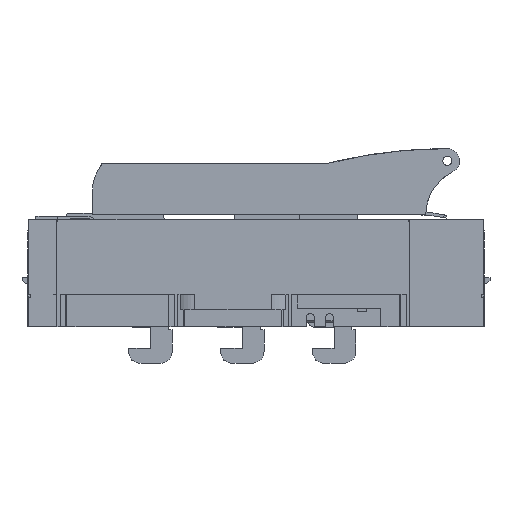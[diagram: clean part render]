
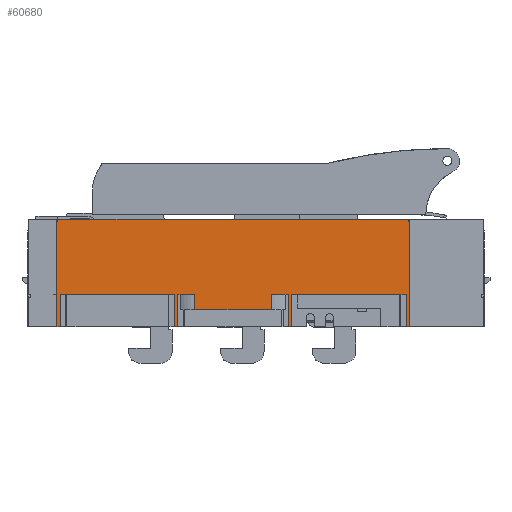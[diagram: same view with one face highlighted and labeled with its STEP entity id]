
A CAD part, front view. The second image highlights one B-rep face of the part: STEP entity #60680.
In plain terms, the highlighted planar face has unit normal (0, -1, 0).
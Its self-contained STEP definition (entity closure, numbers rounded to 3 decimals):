
#49280=DIRECTION('',(0.,0.,-1.));
#49281=VECTOR('',#49280,70.);
#49282=CARTESIAN_POINT('',(-115.,-91.75,70.));
#49283=LINE('',#49282,#49281);
#49785=DIRECTION('',(-1.,0.,0.));
#49786=VECTOR('',#49785,75.);
#49787=CARTESIAN_POINT('',(-38.,-91.75,21.));
#49788=LINE('',#49787,#49786);
#49792=DIRECTION('',(0.,0.,-1.));
#49793=VECTOR('',#49792,21.);
#49794=CARTESIAN_POINT('',(-113.,-91.75,21.));
#49795=LINE('',#49794,#49793);
#49799=DIRECTION('',(-1.,0.,0.));
#49800=VECTOR('',#49799,2.);
#49801=CARTESIAN_POINT('',(-113.,-91.75,0.));
#49802=LINE('',#49801,#49800);
#49806=DIRECTION('',(1.,0.,0.));
#49807=VECTOR('',#49806,230.);
#49808=CARTESIAN_POINT('',(-115.,-91.75,70.));
#49809=LINE('',#49808,#49807);
#49813=DIRECTION('',(0.,0.,-1.));
#49814=VECTOR('',#49813,70.);
#49815=CARTESIAN_POINT('',(115.,-91.75,70.));
#49816=LINE('',#49815,#49814);
#49820=DIRECTION('',(-1.,0.,0.));
#49821=VECTOR('',#49820,2.);
#49822=CARTESIAN_POINT('',(115.,-91.75,0.));
#49823=LINE('',#49822,#49821);
#49827=DIRECTION('',(0.,0.,1.));
#49828=VECTOR('',#49827,21.);
#49829=CARTESIAN_POINT('',(113.,-91.75,0.));
#49830=LINE('',#49829,#49828);
#49834=DIRECTION('',(-1.,0.,0.));
#49835=VECTOR('',#49834,75.);
#49836=CARTESIAN_POINT('',(113.,-91.75,21.));
#49837=LINE('',#49836,#49835);
#49841=DIRECTION('',(0.,0.,-1.));
#49842=VECTOR('',#49841,21.);
#49843=CARTESIAN_POINT('',(38.,-91.75,21.));
#49844=LINE('',#49843,#49842);
#49848=DIRECTION('',(-1.,0.,0.));
#49849=VECTOR('',#49848,2.);
#49850=CARTESIAN_POINT('',(38.,-91.75,0.));
#49851=LINE('',#49850,#49849);
#49855=DIRECTION('',(0.,0.,1.));
#49856=VECTOR('',#49855,21.);
#49857=CARTESIAN_POINT('',(36.,-91.75,0.));
#49858=LINE('',#49857,#49856);
#49862=DIRECTION('',(-1.,0.,0.));
#49863=VECTOR('',#49862,11.);
#49864=CARTESIAN_POINT('',(36.,-91.75,21.));
#49865=LINE('',#49864,#49863);
#49869=DIRECTION('',(-1.,0.,0.));
#49870=VECTOR('',#49869,50.);
#49871=CARTESIAN_POINT('',(25.,-91.75,11.));
#49872=LINE('',#49871,#49870);
#49876=DIRECTION('',(-1.,0.,0.));
#49877=VECTOR('',#49876,11.);
#49878=CARTESIAN_POINT('',(-25.,-91.75,21.));
#49879=LINE('',#49878,#49877);
#49883=DIRECTION('',(0.,0.,-1.));
#49884=VECTOR('',#49883,21.);
#49885=CARTESIAN_POINT('',(-36.,-91.75,21.));
#49886=LINE('',#49885,#49884);
#49890=DIRECTION('',(-1.,0.,0.));
#49891=VECTOR('',#49890,2.);
#49892=CARTESIAN_POINT('',(-36.,-91.75,0.));
#49893=LINE('',#49892,#49891);
#49897=DIRECTION('',(0.,0.,1.));
#49898=VECTOR('',#49897,21.);
#49899=CARTESIAN_POINT('',(-38.,-91.75,0.));
#49900=LINE('',#49899,#49898);
#50249=DIRECTION('',(0.,0.,-1.));
#50250=VECTOR('',#50249,10.);
#50251=CARTESIAN_POINT('',(-25.,-91.75,21.));
#50252=LINE('',#50251,#50250);
#50279=DIRECTION('',(0.,0.,1.));
#50280=VECTOR('',#50279,10.);
#50281=CARTESIAN_POINT('',(25.,-91.75,11.));
#50282=LINE('',#50281,#50280);
#58400=CARTESIAN_POINT('',(-115.,-91.75,70.));
#58401=VERTEX_POINT('',#58400);
#58402=CARTESIAN_POINT('',(-115.,-91.75,0.));
#58403=VERTEX_POINT('',#58402);
#58548=CARTESIAN_POINT('',(-113.,-91.75,0.));
#58549=VERTEX_POINT('',#58548);
#58566=CARTESIAN_POINT('',(-38.,-91.75,0.));
#58567=VERTEX_POINT('',#58566);
#58568=CARTESIAN_POINT('',(-36.,-91.75,0.));
#58569=VERTEX_POINT('',#58568);
#58586=CARTESIAN_POINT('',(36.,-91.75,0.));
#58587=VERTEX_POINT('',#58586);
#58588=CARTESIAN_POINT('',(38.,-91.75,0.));
#58589=VERTEX_POINT('',#58588);
#58712=CARTESIAN_POINT('',(113.,-91.75,21.));
#58713=CARTESIAN_POINT('',(38.,-91.75,21.));
#58714=VERTEX_POINT('',#58712);
#58715=VERTEX_POINT('',#58713);
#58746=CARTESIAN_POINT('',(-38.,-91.75,21.));
#58747=CARTESIAN_POINT('',(-113.,-91.75,21.));
#58748=VERTEX_POINT('',#58746);
#58749=VERTEX_POINT('',#58747);
#58750=CARTESIAN_POINT('',(115.,-91.75,70.));
#58751=VERTEX_POINT('',#58750);
#58752=CARTESIAN_POINT('',(115.,-91.75,0.));
#58753=VERTEX_POINT('',#58752);
#58754=CARTESIAN_POINT('',(113.,-91.75,0.));
#58755=VERTEX_POINT('',#58754);
#58756=CARTESIAN_POINT('',(36.,-91.75,21.));
#58757=VERTEX_POINT('',#58756);
#58758=CARTESIAN_POINT('',(25.,-91.75,21.));
#58759=VERTEX_POINT('',#58758);
#58760=CARTESIAN_POINT('',(25.,-91.75,11.));
#58761=VERTEX_POINT('',#58760);
#58762=CARTESIAN_POINT('',(-25.,-91.75,11.));
#58763=VERTEX_POINT('',#58762);
#58764=CARTESIAN_POINT('',(-25.,-91.75,21.));
#58765=VERTEX_POINT('',#58764);
#58766=CARTESIAN_POINT('',(-36.,-91.75,21.));
#58767=VERTEX_POINT('',#58766);
#60638=CARTESIAN_POINT('',(0.,-91.75,0.));
#60639=DIRECTION('',(0.,1.,0.));
#60640=DIRECTION('',(0.,0.,1.));
#60641=AXIS2_PLACEMENT_3D('',#60638,#60639,#60640);
#60642=PLANE('',#60641);
#60644=ORIENTED_EDGE('',*,*,#60643,.T.);
#60646=ORIENTED_EDGE('',*,*,#60645,.T.);
#60647=ORIENTED_EDGE('',*,*,#60259,.T.);
#60648=ORIENTED_EDGE('',*,*,#60089,.F.);
#60650=ORIENTED_EDGE('',*,*,#60649,.T.);
#60652=ORIENTED_EDGE('',*,*,#60651,.T.);
#60654=ORIENTED_EDGE('',*,*,#60653,.T.);
#60656=ORIENTED_EDGE('',*,*,#60655,.T.);
#60657=ORIENTED_EDGE('',*,*,#60585,.T.);
#60659=ORIENTED_EDGE('',*,*,#60658,.T.);
#60660=ORIENTED_EDGE('',*,*,#60299,.T.);
#60662=ORIENTED_EDGE('',*,*,#60661,.T.);
#60664=ORIENTED_EDGE('',*,*,#60663,.T.);
#60666=ORIENTED_EDGE('',*,*,#60665,.F.);
#60668=ORIENTED_EDGE('',*,*,#60667,.T.);
#60670=ORIENTED_EDGE('',*,*,#60669,.F.);
#60672=ORIENTED_EDGE('',*,*,#60671,.T.);
#60674=ORIENTED_EDGE('',*,*,#60673,.T.);
#60675=ORIENTED_EDGE('',*,*,#60279,.T.);
#60677=ORIENTED_EDGE('',*,*,#60676,.T.);
#60678=EDGE_LOOP('',(#60644,#60646,#60647,#60648,#60650,#60652,#60654,#60656,
#60657,#60659,#60660,#60662,#60664,#60666,#60668,#60670,#60672,#60674,#60675,
#60677));
#60679=FACE_OUTER_BOUND('',#60678,.F.);
#60089=EDGE_CURVE('',#58401,#58403,#49283,.T.);
#60259=EDGE_CURVE('',#58549,#58403,#49802,.T.);
#60279=EDGE_CURVE('',#58569,#58567,#49893,.T.);
#60299=EDGE_CURVE('',#58589,#58587,#49851,.T.);
#60585=EDGE_CURVE('',#58714,#58715,#49837,.T.);
#60643=EDGE_CURVE('',#58748,#58749,#49788,.T.);
#60645=EDGE_CURVE('',#58749,#58549,#49795,.T.);
#60649=EDGE_CURVE('',#58401,#58751,#49809,.T.);
#60651=EDGE_CURVE('',#58751,#58753,#49816,.T.);
#60653=EDGE_CURVE('',#58753,#58755,#49823,.T.);
#60655=EDGE_CURVE('',#58755,#58714,#49830,.T.);
#60658=EDGE_CURVE('',#58715,#58589,#49844,.T.);
#60661=EDGE_CURVE('',#58587,#58757,#49858,.T.);
#60663=EDGE_CURVE('',#58757,#58759,#49865,.T.);
#60665=EDGE_CURVE('',#58761,#58759,#50282,.T.);
#60667=EDGE_CURVE('',#58761,#58763,#49872,.T.);
#60669=EDGE_CURVE('',#58765,#58763,#50252,.T.);
#60671=EDGE_CURVE('',#58765,#58767,#49879,.T.);
#60673=EDGE_CURVE('',#58767,#58569,#49886,.T.);
#60676=EDGE_CURVE('',#58567,#58748,#49900,.T.);
#60680=ADVANCED_FACE('',(#60679),#60642,.F.);
